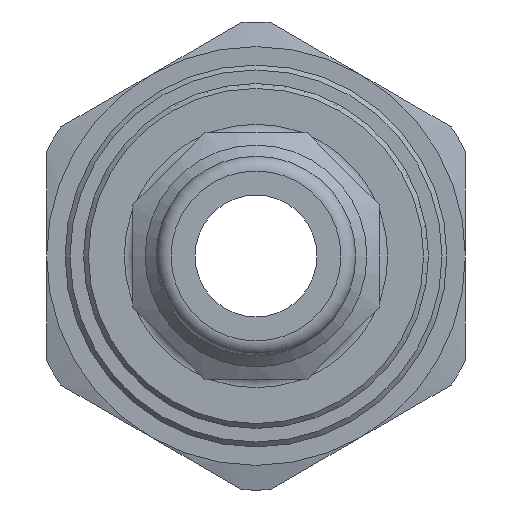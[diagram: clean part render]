
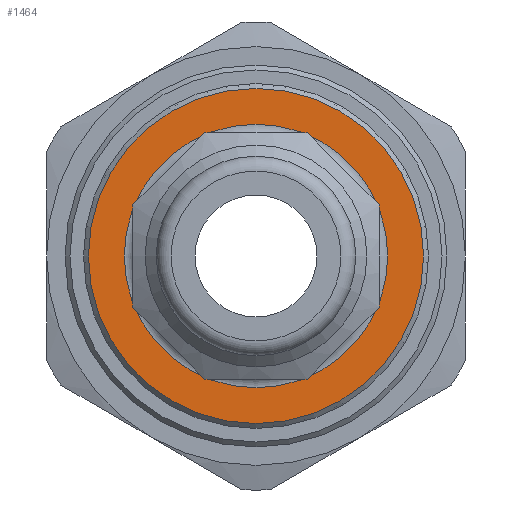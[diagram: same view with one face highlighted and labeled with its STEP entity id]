
A CAD part, left-side view. The second image highlights one B-rep face of the part: STEP entity #1464.
In plain terms, the highlighted planar face has unit normal (-1, 0, 0).
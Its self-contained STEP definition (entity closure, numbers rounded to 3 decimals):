
#1422=CARTESIAN_POINT('',(23.5,6.8,0.));
#1423=VERTEX_POINT('',#1422);
#1424=CARTESIAN_POINT('',(23.5,0.0,0.0));
#1425=DIRECTION('',(1.0,0.0,0.0));
#1426=DIRECTION('',(0.0,-1.0,0.0));
#1427=AXIS2_PLACEMENT_3D('',#1424,#1425,#1426);
#1428=CIRCLE('',#1427,6.8);
#1429=EDGE_CURVE('',#1423,#1423,#1428,.T.);
#1445=CARTESIAN_POINT('',(23.5,5.925,0.0));
#1446=DIRECTION('',(-1.0,0.0,0.0));
#1447=DIRECTION('',(0.0,0.0,1.0));
#1448=AXIS2_PLACEMENT_3D('',#1445,#1446,#1447);
#1449=PLANE('',#1448);
#1450=ORIENTED_EDGE('',*,*,#1429,.F.);
#1451=EDGE_LOOP('',(#1450));
#1452=FACE_OUTER_BOUND('',#1451,.T.);
#1453=CARTESIAN_POINT('',(23.5,5.35,0.));
#1454=VERTEX_POINT('',#1453);
#1455=CARTESIAN_POINT('',(23.5,0.0,0.0));
#1456=DIRECTION('',(-1.0,0.0,0.0));
#1457=DIRECTION('',(0.0,-1.0,0.0));
#1458=AXIS2_PLACEMENT_3D('',#1455,#1456,#1457);
#1459=CIRCLE('',#1458,5.35);
#1460=EDGE_CURVE('',#1454,#1454,#1459,.T.);
#1461=ORIENTED_EDGE('',*,*,#1460,.F.);
#1462=EDGE_LOOP('',(#1461));
#1463=FACE_BOUND('',#1462,.T.);
#1464=ADVANCED_FACE('',(#1452,#1463),#1449,.T.);
